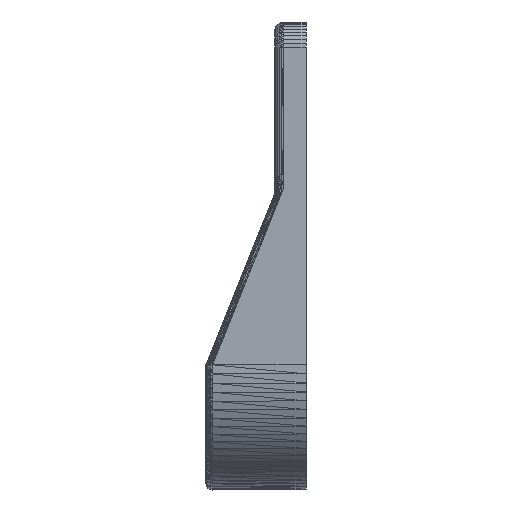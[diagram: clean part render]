
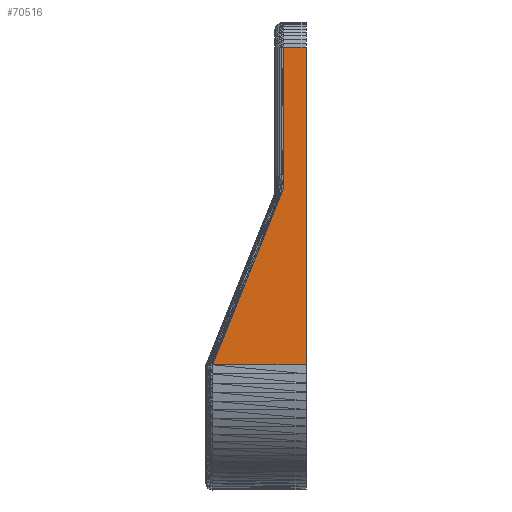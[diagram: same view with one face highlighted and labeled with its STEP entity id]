
A CAD part, left-side view. The second image highlights one B-rep face of the part: STEP entity #70516.
In plain terms, the highlighted planar face has unit normal (-1, 0, 0).
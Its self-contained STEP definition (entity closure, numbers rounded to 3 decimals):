
#9586 = VERTEX_POINT('',#9587);
#9587 = CARTESIAN_POINT('',(119.4,126.809,
    93.083));
#10835 = EDGE_CURVE('',#10836,#9586,#10838,.T.);
#10836 = VERTEX_POINT('',#10837);
#10837 = CARTESIAN_POINT('',(119.4,132.461,79.));
#10838 = LINE('',#10839,#10840);
#10839 = CARTESIAN_POINT('',(119.4,132.461,79.));
#10840 = VECTOR('',#10841,1.);
#10841 = DIRECTION('',(0.,-0.372,0.928));
#11640 = VERTEX_POINT('',#11641);
#11641 = CARTESIAN_POINT('',(119.4,126.809,
    104.362));
#11868 = EDGE_CURVE('',#9586,#11640,#11869,.T.);
#11869 = LINE('',#11870,#11871);
#11870 = CARTESIAN_POINT('',(119.4,126.809,
    93.083));
#11871 = VECTOR('',#11872,1.);
#11872 = DIRECTION('',(0.,0.,1.));
#59790 = EDGE_CURVE('',#59791,#10836,#59793,.T.);
#59791 = VERTEX_POINT('',#59792);
#59792 = CARTESIAN_POINT('',(119.4,125.009,79.));
#59793 = LINE('',#59794,#59795);
#59794 = CARTESIAN_POINT('',(119.4,125.009,79.));
#59795 = VECTOR('',#59796,1.);
#59796 = DIRECTION('',(0.,1.,0.));
#63063 = EDGE_CURVE('',#63064,#59791,#63066,.T.);
#63064 = VERTEX_POINT('',#63065);
#63065 = CARTESIAN_POINT('',(119.4,125.009,
    104.362));
#63066 = LINE('',#63067,#63068);
#63067 = CARTESIAN_POINT('',(119.4,125.009,
    104.362));
#63068 = VECTOR('',#63069,1.);
#63069 = DIRECTION('',(0.,0.,-1.));
#70505 = EDGE_CURVE('',#11640,#63064,#70506,.T.);
#70506 = LINE('',#70507,#70508);
#70507 = CARTESIAN_POINT('',(119.4,126.809,
    104.362));
#70508 = VECTOR('',#70509,1.);
#70509 = DIRECTION('',(0.,-1.,0.));
#70516 = ADVANCED_FACE('',(#70517),#70524,.T.);
#70517 = FACE_BOUND('',#70518,.T.);
#70518 = EDGE_LOOP('',(#70519,#70520,#70521,#70522,#70523));
#70519 = ORIENTED_EDGE('',*,*,#10835,.F.);
#70520 = ORIENTED_EDGE('',*,*,#59790,.F.);
#70521 = ORIENTED_EDGE('',*,*,#63063,.F.);
#70522 = ORIENTED_EDGE('',*,*,#70505,.F.);
#70523 = ORIENTED_EDGE('',*,*,#11868,.F.);
#70524 = PLANE('',#70525);
#70525 = AXIS2_PLACEMENT_3D('',#70526,#70527,#70528);
#70526 = CARTESIAN_POINT('',(119.4,126.972,
    90.407));
#70527 = DIRECTION('',(-1.,-0.,-0.));
#70528 = DIRECTION('',(0.,0.,-1.));
